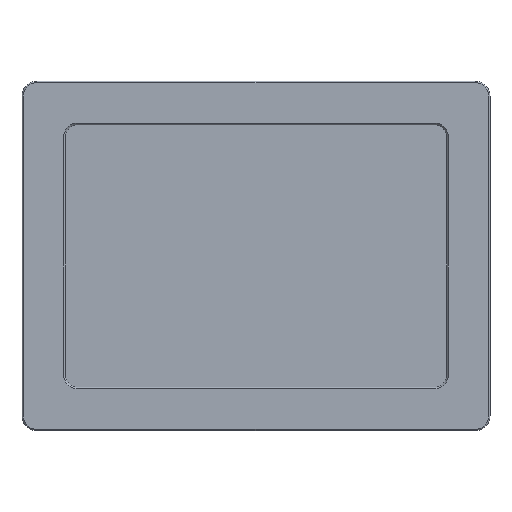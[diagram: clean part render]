
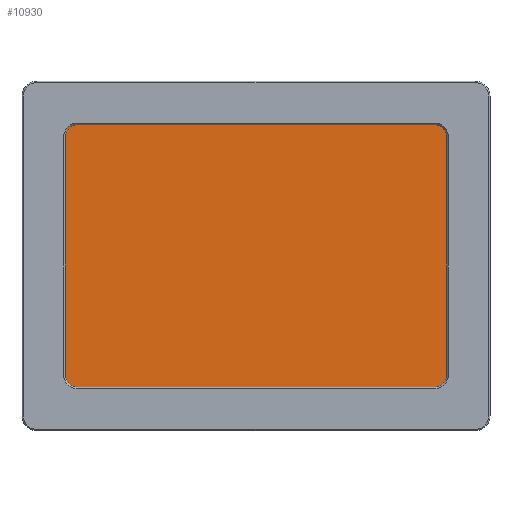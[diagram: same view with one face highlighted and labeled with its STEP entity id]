
A CAD part, top view. The second image highlights one B-rep face of the part: STEP entity #10930.
In plain terms, the highlighted planar face has unit normal (0, 0, 1).
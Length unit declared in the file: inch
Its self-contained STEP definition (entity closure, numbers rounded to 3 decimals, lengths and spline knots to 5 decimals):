
#806=CIRCLE('',#11574,0.30339);
#807=CIRCLE('',#11575,0.30339);
#808=CIRCLE('',#11576,0.30339);
#809=CIRCLE('',#11577,0.30339);
#1053=FACE_OUTER_BOUND('',#1649,.T.);
#1649=EDGE_LOOP('',(#7511,#7512,#7513,#7514,#7515,#7516,#7517,#7518));
#2392=LINE('',#15760,#3603);
#2393=LINE('',#15764,#3604);
#2394=LINE('',#15768,#3605);
#2395=LINE('',#15772,#3606);
#3603=VECTOR('',#12488,0.3937);
#3604=VECTOR('',#12491,0.3937);
#3605=VECTOR('',#12494,0.3937);
#3606=VECTOR('',#12497,0.3937);
#4839=VERTEX_POINT('',#15758);
#4840=VERTEX_POINT('',#15759);
#4841=VERTEX_POINT('',#15761);
#4842=VERTEX_POINT('',#15763);
#4843=VERTEX_POINT('',#15765);
#4844=VERTEX_POINT('',#15767);
#4845=VERTEX_POINT('',#15769);
#4846=VERTEX_POINT('',#15771);
#5887=EDGE_CURVE('',#4839,#4840,#2392,.T.);
#5888=EDGE_CURVE('',#4841,#4839,#806,.T.);
#5889=EDGE_CURVE('',#4842,#4841,#2393,.T.);
#5890=EDGE_CURVE('',#4843,#4842,#807,.T.);
#5891=EDGE_CURVE('',#4844,#4843,#2394,.T.);
#5892=EDGE_CURVE('',#4845,#4844,#808,.T.);
#5893=EDGE_CURVE('',#4846,#4845,#2395,.T.);
#5894=EDGE_CURVE('',#4840,#4846,#809,.T.);
#7511=ORIENTED_EDGE('',*,*,#5887,.F.);
#7512=ORIENTED_EDGE('',*,*,#5888,.F.);
#7513=ORIENTED_EDGE('',*,*,#5889,.F.);
#7514=ORIENTED_EDGE('',*,*,#5890,.F.);
#7515=ORIENTED_EDGE('',*,*,#5891,.F.);
#7516=ORIENTED_EDGE('',*,*,#5892,.F.);
#7517=ORIENTED_EDGE('',*,*,#5893,.F.);
#7518=ORIENTED_EDGE('',*,*,#5894,.F.);
#10452=PLANE('',#11573);
#10930=ADVANCED_FACE('',(#1053),#10452,.T.);
#11573=AXIS2_PLACEMENT_3D('',#15757,#12486,#12487);
#11574=AXIS2_PLACEMENT_3D('',#15762,#12489,#12490);
#11575=AXIS2_PLACEMENT_3D('',#15766,#12492,#12493);
#11576=AXIS2_PLACEMENT_3D('',#15770,#12495,#12496);
#11577=AXIS2_PLACEMENT_3D('',#15773,#12498,#12499);
#12486=DIRECTION('center_axis',(0.,0.,
1.));
#12487=DIRECTION('ref_axis',(1.,0.,0.));
#12488=DIRECTION('',(0.,1.,0.));
#12489=DIRECTION('center_axis',(0.,0.,
-1.));
#12490=DIRECTION('ref_axis',(1.,0.,0.));
#12491=DIRECTION('',(-1.,0.,0.));
#12492=DIRECTION('center_axis',(0.,0.,
-1.));
#12493=DIRECTION('ref_axis',(0.,1.,0.));
#12494=DIRECTION('',(0.,-1.,0.));
#12495=DIRECTION('center_axis',(0.,0.,
-1.));
#12496=DIRECTION('ref_axis',(-1.,0.,0.));
#12497=DIRECTION('',(1.,0.,0.));
#12498=DIRECTION('center_axis',(0.,0.,
-1.));
#12499=DIRECTION('ref_axis',(0.,-1.,0.));
#15757=CARTESIAN_POINT('Origin',(12.06544,4.40727,0.60028));
#15758=CARTESIAN_POINT('',(7.24812,1.40276,0.60028));
#15759=CARTESIAN_POINT('',(7.24812,7.45079,0.60028));
#15760=CARTESIAN_POINT('',(7.24812,2.90501,0.60028));
#15761=CARTESIAN_POINT('',(7.55151,1.09937,0.60028));
#15762=CARTESIAN_POINT('Origin',(7.55151,1.40276,0.60028));
#15763=CARTESIAN_POINT('',(16.61175,1.09937,0.60028));
#15764=CARTESIAN_POINT('',(14.33859,1.09937,0.60028));
#15765=CARTESIAN_POINT('',(16.91513,1.40276,0.60028));
#15766=CARTESIAN_POINT('Origin',(16.61175,1.40276,0.60028));
#15767=CARTESIAN_POINT('',(16.91513,7.45079,0.60028));
#15768=CARTESIAN_POINT('',(16.91513,5.92903,0.60028));
#15769=CARTESIAN_POINT('',(16.61175,7.75417,0.60028));
#15770=CARTESIAN_POINT('Origin',(16.61175,7.45079,0.60028));
#15771=CARTESIAN_POINT('',(7.55151,7.75417,0.60028));
#15772=CARTESIAN_POINT('',(9.80847,7.75417,0.60028));
#15773=CARTESIAN_POINT('Origin',(7.55151,7.45079,0.60028));
